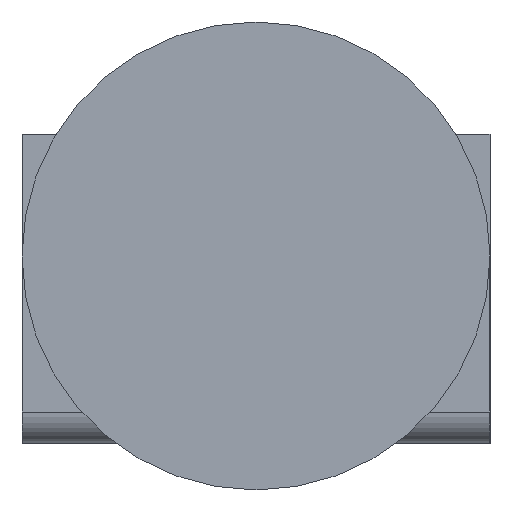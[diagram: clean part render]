
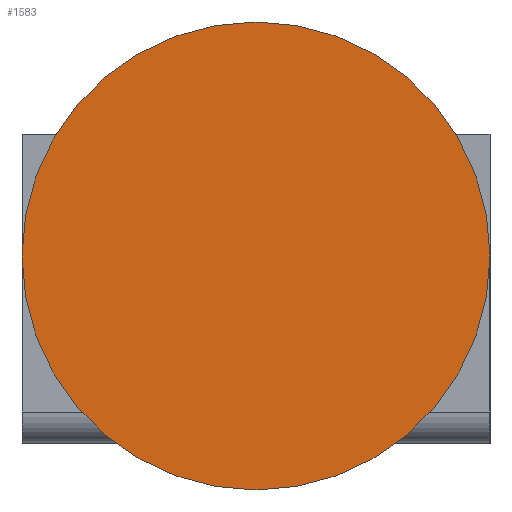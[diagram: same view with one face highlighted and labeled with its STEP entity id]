
A CAD part, left-side view. The second image highlights one B-rep face of the part: STEP entity #1583.
In plain terms, the highlighted planar face has unit normal (-1, 0, 0).
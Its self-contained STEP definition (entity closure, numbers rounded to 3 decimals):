
#165=PLANE('',#1749);
#207=FACE_OUTER_BOUND('',#308,.T.);
#308=EDGE_LOOP('',(#1207));
#608=CIRCLE('',#1747,7.5);
#680=VERTEX_POINT('',#2389);
#870=EDGE_CURVE('',#680,#680,#608,.T.);
#1207=ORIENTED_EDGE('',*,*,#870,.T.);
#1583=ADVANCED_FACE('',(#207),#165,.T.);
#1747=AXIS2_PLACEMENT_3D('',#2390,#2021,#2022);
#1749=AXIS2_PLACEMENT_3D('',#2394,#2026,#2027);
#2021=DIRECTION('center_axis',(-1.,0.,0.));
#2022=DIRECTION('ref_axis',(0.,-1.,0.));
#2026=DIRECTION('center_axis',(-1.,0.,0.));
#2027=DIRECTION('ref_axis',(0.,-1.,0.));
#2389=CARTESIAN_POINT('',(-11.,0.,6.));
#2390=CARTESIAN_POINT('Origin',(-11.,-7.5,6.));
#2394=CARTESIAN_POINT('Origin',(-11.,-7.5,6.));
